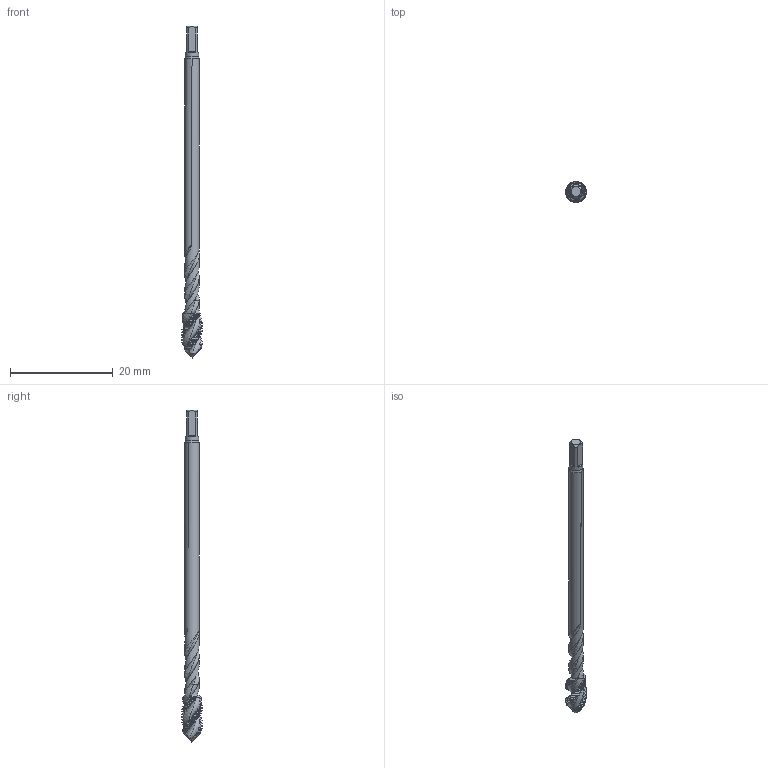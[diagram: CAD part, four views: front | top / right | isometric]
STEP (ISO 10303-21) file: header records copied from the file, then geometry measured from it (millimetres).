
FILE_DESCRIPTION(/* description */ (''),/* implementation_level */ '2;1');
FILE_NAME(/* name */ 'T30-R40U02C05-4X0.5-63R_Detailed.stp',/* time_stamp */ '2024-09-11T11:58:31+02:00',/* author */ (''),/* organization */ (''),/* preprocessor_version */ 'ST-DEVELOPER v18.102',/* originating_system */ 'SIEMENS PLM Software NX2206.8101',/* authorisation */ '');
FILE_SCHEMA (('AUTOMOTIVE_DESIGN { 1 0 10303 214 3 1 1 1 }'));
Length unit declared in the file: millimetre
Products named in the file (1): T30-R40U02C05-4X0.5-63R_Detailed_objects
Bounding box: 4.07 x 4.07 x 64.7 mm (x, y, z)
Volume: 355.2 mm3; surface area: 633 mm2
Topology: 2 solids, 2 shells, 215 faces, 631 edges, 422 vertices
Faces by surface type: cone 112, torus 45, cylinder 24, bspline 22, plane 12
Full cylindrical faces by diameter (mm): 2.6 x1, 2.8 x1
Entity records: 12813 total; most frequent: CARTESIAN_POINT 8393, ORIENTED_EDGE 1206, EDGE_CURVE 603, B_SPLINE_CURVE_WITH_KNOTS 566, DIRECTION 444, VERTEX_POINT 402, AXIS2_PLACEMENT_3D 216, EDGE_LOOP 215
